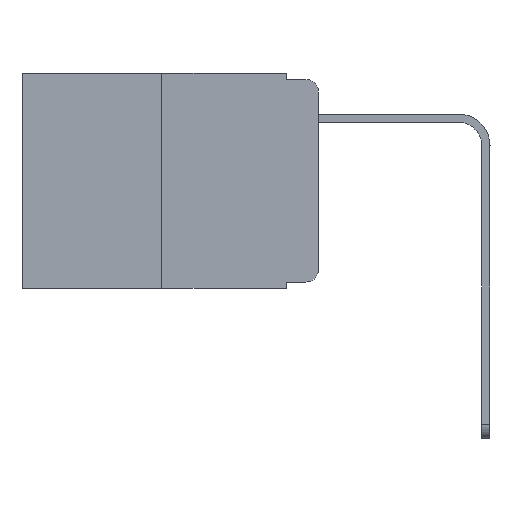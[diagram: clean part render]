
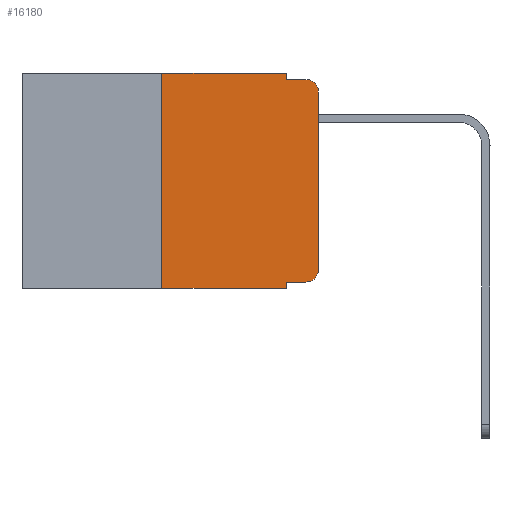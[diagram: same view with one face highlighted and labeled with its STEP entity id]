
A CAD part, left-side view. The second image highlights one B-rep face of the part: STEP entity #16180.
In plain terms, the highlighted planar face has unit normal (-1, 0, 0).
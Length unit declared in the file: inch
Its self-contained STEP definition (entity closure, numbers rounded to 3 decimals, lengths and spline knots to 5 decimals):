
#131 = CARTESIAN_POINT ( 'NONE',  ( 0., 0.051, -0.333 ) ) ;
#263 = VERTEX_POINT ( 'NONE', #21742 ) ;
#365 = AXIS2_PLACEMENT_3D ( 'NONE', #19460, #21100, #5425 ) ;
#551 = LINE ( 'NONE', #10716, #5542 ) ;
#588 = VERTEX_POINT ( 'NONE', #15052 ) ;
#1255 = LINE ( 'NONE', #18048, #14816 ) ;
#1441 = CARTESIAN_POINT ( 'NONE',  ( 0., 0.051, 0. ) ) ;
#2494 = EDGE_CURVE ( 'NONE', #11964, #263, #15592, .T. ) ;
#2588 = VERTEX_POINT ( 'NONE', #19870 ) ;
#2649 = CARTESIAN_POINT ( 'NONE',  ( 0., 0.02, -0.01 ) ) ;
#2916 = VERTEX_POINT ( 'NONE', #2649 ) ;
#3030 = VERTEX_POINT ( 'NONE', #13736 ) ;
#3816 = ORIENTED_EDGE ( 'NONE', *, *, #21911, .T. ) ;
#3907 = DIRECTION ( 'NONE',  ( 0., 0., -1. ) ) ;
#4437 = DIRECTION ( 'NONE',  ( -1., 0., 0. ) ) ;
#4579 = CIRCLE ( 'NONE', #13114, 0.02 ) ;
#4958 = ORIENTED_EDGE ( 'NONE', *, *, #2494, .T. ) ;
#5000 = EDGE_CURVE ( 'NONE', #588, #2916, #10943, .T. ) ;
#5211 = FACE_OUTER_BOUND ( 'NONE', #11259, .T. ) ;
#5425 = DIRECTION ( 'NONE',  ( 0., 0., -1. ) ) ;
#5523 = VECTOR ( 'NONE', #16754, 39.37008 ) ;
#5542 = VECTOR ( 'NONE', #8810, 39.37008 ) ;
#5551 = CARTESIAN_POINT ( 'NONE',  ( 0., 0.051, 0. ) ) ;
#6440 = AXIS2_PLACEMENT_3D ( 'NONE', #20268, #18573, #13037 ) ;
#6906 = CARTESIAN_POINT ( 'NONE',  ( 0., 0.051, -0.333 ) ) ;
#7431 = ORIENTED_EDGE ( 'NONE', *, *, #5000, .F. ) ;
#7525 = VERTEX_POINT ( 'NONE', #18112 ) ;
#7563 = LINE ( 'NONE', #19971, #10866 ) ;
#7987 = DIRECTION ( 'NONE',  ( 0., 0., -1. ) ) ;
#8699 = EDGE_CURVE ( 'NONE', #3030, #11557, #8839, .T. ) ;
#8736 = CARTESIAN_POINT ( 'NONE',  ( 0., 0.051, -0.343 ) ) ;
#8810 = DIRECTION ( 'NONE',  ( 0., 0., 1. ) ) ;
#8839 = LINE ( 'NONE', #9329, #18223 ) ;
#9329 = CARTESIAN_POINT ( 'NONE',  ( 0., 0.473, -0.343 ) ) ;
#9395 = LINE ( 'NONE', #18512, #5523 ) ;
#9503 = CARTESIAN_POINT ( 'NONE',  ( 0., 0., -0.313 ) ) ;
#9622 = PLANE ( 'NONE',  #6440 ) ;
#9763 = VECTOR ( 'NONE', #14137, 39.37008 ) ;
#9782 = EDGE_CURVE ( 'NONE', #3030, #7525, #551, .T. ) ;
#10043 = EDGE_CURVE ( 'NONE', #12728, #2588, #9395, .T. ) ;
#10716 = CARTESIAN_POINT ( 'NONE',  ( 0., 0.25, 0. ) ) ;
#10866 = VECTOR ( 'NONE', #14901, 39.37008 ) ;
#10943 = LINE ( 'NONE', #21970, #22551 ) ;
#11259 = EDGE_LOOP ( 'NONE', ( #12974, #18754, #7431, #15137, #13830, #16508, #18167, #13325, #4958, #3816 ) ) ;
#11475 = CARTESIAN_POINT ( 'NONE',  ( 0., 0.02, -0.313 ) ) ;
#11557 = VERTEX_POINT ( 'NONE', #8736 ) ;
#11964 = VERTEX_POINT ( 'NONE', #6906 ) ;
#12504 = EDGE_CURVE ( 'NONE', #2588, #2916, #20317, .T. ) ;
#12728 = VERTEX_POINT ( 'NONE', #9503 ) ;
#12974 = ORIENTED_EDGE ( 'NONE', *, *, #10043, .T. ) ;
#13037 = DIRECTION ( 'NONE',  ( 0., 0., -1. ) ) ;
#13114 = AXIS2_PLACEMENT_3D ( 'NONE', #11475, #4437, #7987 ) ;
#13243 = EDGE_CURVE ( 'NONE', #11964, #11557, #16432, .T. ) ;
#13325 = ORIENTED_EDGE ( 'NONE', *, *, #13243, .F. ) ;
#13736 = CARTESIAN_POINT ( 'NONE',  ( 0., 0.25, -0.343 ) ) ;
#13830 = ORIENTED_EDGE ( 'NONE', *, *, #19675, .F. ) ;
#14137 = DIRECTION ( 'NONE',  ( 0., -1., 0. ) ) ;
#14816 = VECTOR ( 'NONE', #3907, 39.37008 ) ;
#14901 = DIRECTION ( 'NONE',  ( 0., -1., 0. ) ) ;
#15052 = CARTESIAN_POINT ( 'NONE',  ( 0., 0.051, -0.01 ) ) ;
#15137 = ORIENTED_EDGE ( 'NONE', *, *, #21763, .F. ) ;
#15324 = VECTOR ( 'NONE', #17699, 39.37008 ) ;
#15592 = LINE ( 'NONE', #131, #9763 ) ;
#16180 = ADVANCED_FACE ( 'NONE', ( #5211 ), #9622, .F. ) ;
#16432 = LINE ( 'NONE', #5551, #15324 ) ;
#16508 = ORIENTED_EDGE ( 'NONE', *, *, #9782, .F. ) ;
#16754 = DIRECTION ( 'NONE',  ( 0., 0., 1. ) ) ;
#17699 = DIRECTION ( 'NONE',  ( 0., 0., -1. ) ) ;
#17923 = DIRECTION ( 'NONE',  ( 0., -1., 0. ) ) ;
#18017 = VERTEX_POINT ( 'NONE', #1441 ) ;
#18048 = CARTESIAN_POINT ( 'NONE',  ( 0., 0.051, 0. ) ) ;
#18112 = CARTESIAN_POINT ( 'NONE',  ( 0., 0.25, 0. ) ) ;
#18167 = ORIENTED_EDGE ( 'NONE', *, *, #8699, .T. ) ;
#18223 = VECTOR ( 'NONE', #17923, 39.37008 ) ;
#18512 = CARTESIAN_POINT ( 'NONE',  ( 0., 0., 0. ) ) ;
#18573 = DIRECTION ( 'NONE',  ( 1., 0., 0. ) ) ;
#18754 = ORIENTED_EDGE ( 'NONE', *, *, #12504, .T. ) ;
#19460 = CARTESIAN_POINT ( 'NONE',  ( 0., 0.02, -0.03 ) ) ;
#19675 = EDGE_CURVE ( 'NONE', #7525, #18017, #7563, .T. ) ;
#19870 = CARTESIAN_POINT ( 'NONE',  ( 0., 0., -0.03 ) ) ;
#19971 = CARTESIAN_POINT ( 'NONE',  ( 0., 0.473, 0. ) ) ;
#20268 = CARTESIAN_POINT ( 'NONE',  ( 0., 0.473, 0. ) ) ;
#20317 = CIRCLE ( 'NONE', #365, 0.02 ) ;
#21088 = DIRECTION ( 'NONE',  ( 0., -1., 0. ) ) ;
#21100 = DIRECTION ( 'NONE',  ( -1., 0., 0. ) ) ;
#21742 = CARTESIAN_POINT ( 'NONE',  ( 0., 0.02, -0.333 ) ) ;
#21763 = EDGE_CURVE ( 'NONE', #18017, #588, #1255, .T. ) ;
#21911 = EDGE_CURVE ( 'NONE', #263, #12728, #4579, .T. ) ;
#21970 = CARTESIAN_POINT ( 'NONE',  ( 0., 0.051, -0.01 ) ) ;
#22551 = VECTOR ( 'NONE', #21088, 39.37008 ) ;
